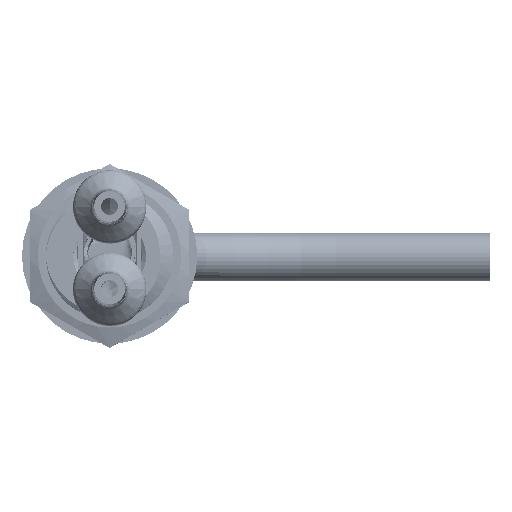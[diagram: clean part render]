
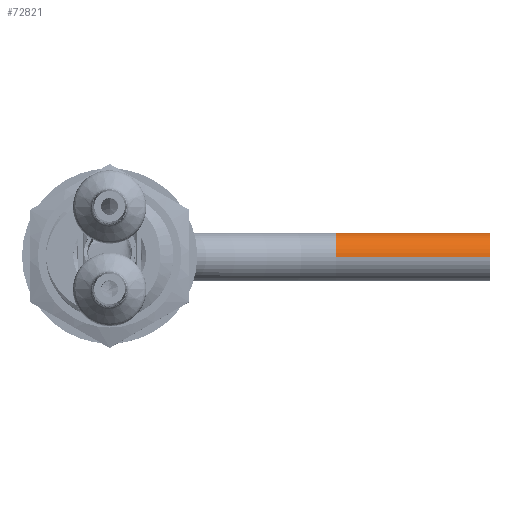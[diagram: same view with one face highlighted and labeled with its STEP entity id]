
A CAD part, top view. The second image highlights one B-rep face of the part: STEP entity #72821.
In plain terms, the highlighted cylindrical face has radius 1.524 mm (diameter 3.048 mm), a partial arc.
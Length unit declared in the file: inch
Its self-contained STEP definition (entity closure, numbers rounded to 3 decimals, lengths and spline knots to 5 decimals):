
#72642=CARTESIAN_POINT('',(0.,0.01,0.));
#72643=DIRECTION('',(0.,1.,0.));
#72644=DIRECTION('',(0.,0.,1.));
#72645=AXIS2_PLACEMENT_3D('',#72642,#72643,#72644);
#72647=DIRECTION('',(0.,1.,0.));
#72648=VECTOR('',#72647,0.38);
#72649=CARTESIAN_POINT('',(0.,0.01,0.06));
#72650=LINE('',#72649,#72648);
#72656=DIRECTION('',(0.,1.,0.));
#72657=VECTOR('',#72656,0.38);
#72658=CARTESIAN_POINT('',(0.,0.01,-0.06));
#72659=LINE('',#72658,#72657);
#72670=CARTESIAN_POINT('',(0.,0.39,0.));
#72671=DIRECTION('',(0.,1.,0.));
#72672=DIRECTION('',(0.,0.,1.));
#72673=AXIS2_PLACEMENT_3D('',#72670,#72671,#72672);
#72774=CARTESIAN_POINT('',(0.,0.39,0.06));
#72775=CARTESIAN_POINT('',(0.,0.39,-0.06));
#72776=VERTEX_POINT('',#72774);
#72777=VERTEX_POINT('',#72775);
#72798=CARTESIAN_POINT('',(0.,0.01,0.06));
#72799=CARTESIAN_POINT('',(0.,0.01,-0.06));
#72800=VERTEX_POINT('',#72798);
#72801=VERTEX_POINT('',#72799);
#72806=CARTESIAN_POINT('',(0.,0.,0.));
#72807=DIRECTION('',(0.,1.,0.));
#72808=DIRECTION('',(0.,0.,1.));
#72809=AXIS2_PLACEMENT_3D('',#72806,#72807,#72808);
#72810=CYLINDRICAL_SURFACE('',#72809,0.06);
#72812=ORIENTED_EDGE('',*,*,#72811,.F.);
#72814=ORIENTED_EDGE('',*,*,#72813,.T.);
#72816=ORIENTED_EDGE('',*,*,#72815,.T.);
#72818=ORIENTED_EDGE('',*,*,#72817,.F.);
#72819=EDGE_LOOP('',(#72812,#72814,#72816,#72818));
#72820=FACE_OUTER_BOUND('',#72819,.F.);
#72821=ADVANCED_FACE('',(#72820),#72810,.T.);
#72646=CIRCLE('',#72645,0.06);
#72674=CIRCLE('',#72673,0.06);
#72811=EDGE_CURVE('',#72800,#72801,#72646,.T.);
#72813=EDGE_CURVE('',#72800,#72776,#72650,.T.);
#72815=EDGE_CURVE('',#72776,#72777,#72674,.T.);
#72817=EDGE_CURVE('',#72801,#72777,#72659,.T.);
